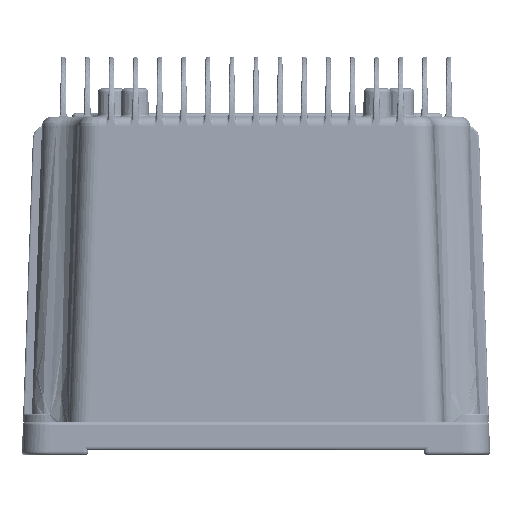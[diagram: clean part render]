
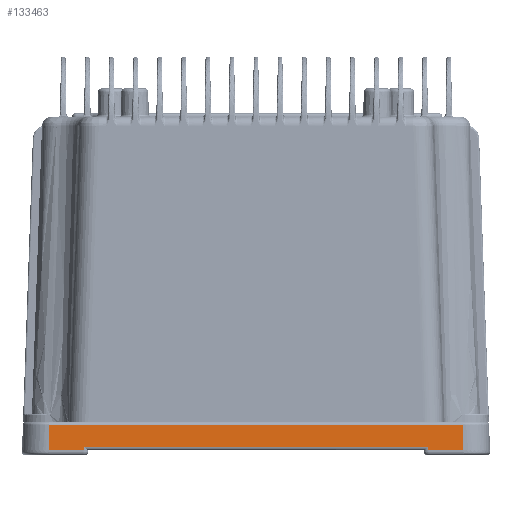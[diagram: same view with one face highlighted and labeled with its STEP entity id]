
A CAD part, left-side view. The second image highlights one B-rep face of the part: STEP entity #133463.
In plain terms, the highlighted planar face has unit normal (-0.999, 0, 0.035).
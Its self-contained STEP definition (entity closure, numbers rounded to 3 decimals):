
#1728 = CARTESIAN_POINT ( 'NONE',  ( -249.999, -62.504, 0.017 ) ) ;
#1897 = CARTESIAN_POINT ( 'NONE',  ( -249.737, 62.242, 7.535 ) ) ;
#1924 = CARTESIAN_POINT ( 'NONE',  ( -249.964, 51.815, 1.035 ) ) ;
#1927 = CARTESIAN_POINT ( 'NONE',  ( -249.999, 62.504, 0.017 ) ) ;
#1946 = CARTESIAN_POINT ( 'NONE',  ( -249.999, 52., 0.017 ) ) ;
#1989 = CARTESIAN_POINT ( 'NONE',  ( -249.964, -51.815, 1.035 ) ) ;
#2013 = CARTESIAN_POINT ( 'NONE',  ( -249.999, -52., 0.017 ) ) ;
#4727 = EDGE_CURVE ( 'NONE', #111904, #132435, #64268, .T. ) ;
#4728 = EDGE_CURVE ( 'NONE', #132435, #111927, #64264, .T. ) ;
#4729 = EDGE_CURVE ( 'NONE', #111927, #111930, #64275, .T. ) ;
#4730 = EDGE_CURVE ( 'NONE', #111930, #111932, #64280, .T. ) ;
#4731 = EDGE_CURVE ( 'NONE', #111932, #111936, #20576, .T. ) ;
#4732 = EDGE_CURVE ( 'NONE', #111936, #111938, #64270, .T. ) ;
#4733 = EDGE_CURVE ( 'NONE', #111938, #111942, #20293, .T. ) ;
#4734 = EDGE_CURVE ( 'NONE', #111942, #111904, #64291, .T. ) ;
#20293 =( BOUNDED_CURVE ( )  B_SPLINE_CURVE ( 3, ( #55152, #55112, #55119, #55159 ),
 .UNSPECIFIED., .F., .T. ) 
 B_SPLINE_CURVE_WITH_KNOTS ( ( 4, 4 ),
 ( 2.762, 3.142 ),
 .UNSPECIFIED. ) 
 CURVE ( )  GEOMETRIC_REPRESENTATION_ITEM ( )  RATIONAL_B_SPLINE_CURVE ( ( 1., 0.988, 0.988, 1. ) ) 
 REPRESENTATION_ITEM ( '' )  );
#20576 =( BOUNDED_CURVE ( )  B_SPLINE_CURVE ( 3, ( #55115, #55079, #55044, #55123 ),
 .UNSPECIFIED., .F., .F. ) 
 B_SPLINE_CURVE_WITH_KNOTS ( ( 4, 4 ),
 ( 3.142, 3.521 ),
 .UNSPECIFIED. ) 
 CURVE ( )  GEOMETRIC_REPRESENTATION_ITEM ( )  RATIONAL_B_SPLINE_CURVE ( ( 1., 0.988, 0.988, 1. ) ) 
 REPRESENTATION_ITEM ( '' )  );
#55044 = CARTESIAN_POINT ( 'NONE',  ( -249.987, 51.874, 0.361 ) ) ;
#55051 = CARTESIAN_POINT ( 'NONE',  ( -249.737, 62.208, 7.535 ) ) ;
#55076 = CARTESIAN_POINT ( 'NONE',  ( -249.838, -62.343, 4.633 ) ) ;
#55079 = CARTESIAN_POINT ( 'NONE',  ( -249.999, 51.936, 0.017 ) ) ;
#55082 = DIRECTION ( 'NONE',  ( 0.035, 0.035, 0.999 ) ) ;
#55084 = DIRECTION ( 'NONE',  ( 0., 1., 0. ) ) ;
#55093 = CARTESIAN_POINT ( 'NONE',  ( -250.01, 62.515, -0.279 ) ) ;
#55099 = DIRECTION ( 'NONE',  ( -0.035, 0.035, -0.999 ) ) ;
#55103 = CARTESIAN_POINT ( 'NONE',  ( -249.999, 70.5, 0.017 ) ) ;
#55109 = DIRECTION ( 'NONE',  ( 0., -1., 0. ) ) ;
#55112 = CARTESIAN_POINT ( 'NONE',  ( -249.987, -51.874, 0.361 ) ) ;
#55115 = CARTESIAN_POINT ( 'NONE',  ( -249.999, 52., 0.017 ) ) ;
#55119 = CARTESIAN_POINT ( 'NONE',  ( -249.999, -51.936, 0.017 ) ) ;
#55123 = CARTESIAN_POINT ( 'NONE',  ( -249.964, 51.815, 1.035 ) ) ;
#55134 = CARTESIAN_POINT ( 'NONE',  ( -249.964, 70.5, 1.035 ) ) ;
#55144 = DIRECTION ( 'NONE',  ( 0., -1., 0. ) ) ;
#55152 = CARTESIAN_POINT ( 'NONE',  ( -249.964, -51.815, 1.035 ) ) ;
#55159 = CARTESIAN_POINT ( 'NONE',  ( -249.999, -52., 0.017 ) ) ;
#55167 = CARTESIAN_POINT ( 'NONE',  ( -249.999, 70.5, 0.017 ) ) ;
#55176 = DIRECTION ( 'NONE',  ( 0., -1., 0. ) ) ;
#64264 = LINE ( 'NONE', #55051, #64278 ) ;
#64268 = LINE ( 'NONE', #55076, #64272 ) ;
#64270 = LINE ( 'NONE', #55134, #64285 ) ;
#64272 = VECTOR ( 'NONE', #55082, 1000. ) ;
#64275 = LINE ( 'NONE', #55093, #64282 ) ;
#64278 = VECTOR ( 'NONE', #55084, 1000. ) ;
#64280 = LINE ( 'NONE', #55103, #64288 ) ;
#64282 = VECTOR ( 'NONE', #55099, 1000. ) ;
#64285 = VECTOR ( 'NONE', #55144, 1000. ) ;
#64288 = VECTOR ( 'NONE', #55109, 1000. ) ;
#64291 = LINE ( 'NONE', #55167, #64294 ) ;
#64294 = VECTOR ( 'NONE', #55176, 1000. ) ;
#69991 = EDGE_LOOP ( 'NONE', ( #103930, #103928, #103926, #103925, #103923, #103921, #103918, #103916 ) ) ;
#86890 = AXIS2_PLACEMENT_3D ( 'NONE', #99197, #99209, #99210 ) ;
#99197 = CARTESIAN_POINT ( 'NONE',  ( -250., 70.5, 0. ) ) ;
#99207 = PLANE ( 'NONE',  #86890 ) ;
#99209 = DIRECTION ( 'NONE',  ( -0.999, 0., 0.035 ) ) ;
#99210 = DIRECTION ( 'NONE',  ( 0.035, 0., 0.999 ) ) ;
#103916 = ORIENTED_EDGE ( 'NONE', *, *, #4734, .T. ) ;
#103918 = ORIENTED_EDGE ( 'NONE', *, *, #4733, .T. ) ;
#103921 = ORIENTED_EDGE ( 'NONE', *, *, #4732, .T. ) ;
#103923 = ORIENTED_EDGE ( 'NONE', *, *, #4731, .T. ) ;
#103925 = ORIENTED_EDGE ( 'NONE', *, *, #4730, .T. ) ;
#103926 = ORIENTED_EDGE ( 'NONE', *, *, #4729, .T. ) ;
#103928 = ORIENTED_EDGE ( 'NONE', *, *, #4728, .T. ) ;
#103930 = ORIENTED_EDGE ( 'NONE', *, *, #4727, .T. ) ;
#111904 = VERTEX_POINT ( 'NONE', #1728 ) ;
#111927 = VERTEX_POINT ( 'NONE', #1897 ) ;
#111930 = VERTEX_POINT ( 'NONE', #1927 ) ;
#111932 = VERTEX_POINT ( 'NONE', #1946 ) ;
#111936 = VERTEX_POINT ( 'NONE', #1924 ) ;
#111938 = VERTEX_POINT ( 'NONE', #1989 ) ;
#111942 = VERTEX_POINT ( 'NONE', #2013 ) ;
#121848 = CARTESIAN_POINT ( 'NONE',  ( -249.737, -62.242, 7.535 ) ) ;
#129399 = FACE_OUTER_BOUND ( 'NONE', #69991, .T. ) ;
#132435 = VERTEX_POINT ( 'NONE', #121848 ) ;
#133463 = ADVANCED_FACE ( 'NONE', ( #129399 ), #99207, .T. ) ;
